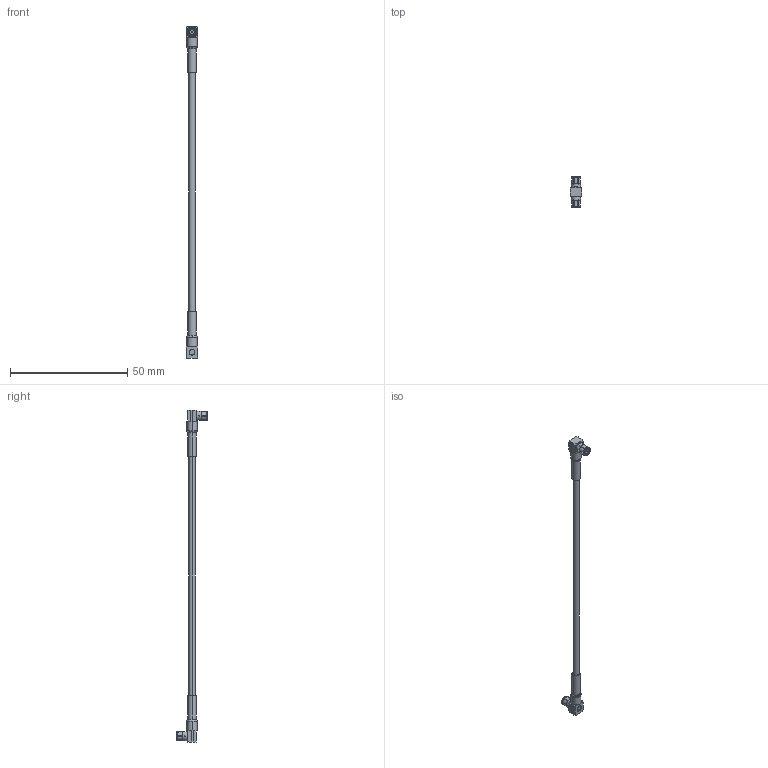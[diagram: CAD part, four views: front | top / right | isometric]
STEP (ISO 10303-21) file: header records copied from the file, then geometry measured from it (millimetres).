
FILE_DESCRIPTION (( 'STEP AP203' ), '1' );
FILE_NAME ('PE3C0965-PH180.step', '2020-09-09T16:31:06', ( '' ), ( '' ), 'SwSTEP 2.0', 'SolidWorks 2018', '' );
FILE_SCHEMA (( 'CONFIG_CONTROL_DESIGN' ));
Length unit declared in the file: inch
Products named in the file (3): PE3C0965-PH180; PE-SR405FLJ^PE3C0965-PH180_PE-SR405FLJ; PE44698^PE3C0965-PH180_Heat Shrink sr405-sr086
Assembly tree (3 placements, depth 2):
  PE3C0965-PH180
    PE-SR405FLJ^PE3C0965-PH180_PE-SR405FLJ
    PE44698^PE3C0965-PH180_Heat Shrink sr405-sr086  x2
Bounding box: 5 x 13.42 x 141.41 mm (x, y, z)
Volume: 1209.2 mm3; surface area: 1961.1 mm2
Topology: 5 solids, 7 shells, 584 faces, 1602 edges, 1046 vertices
Faces by surface type: plane 442, cylinder 82, cone 56, bspline 4
Entity records: 9641 total; most frequent: CARTESIAN_POINT 1997, ORIENTED_EDGE 1604, DIRECTION 1434, EDGE_CURVE 802, VECTOR 562, LINE 562, VERTEX_POINT 525, AXIS2_PLACEMENT_3D 436
